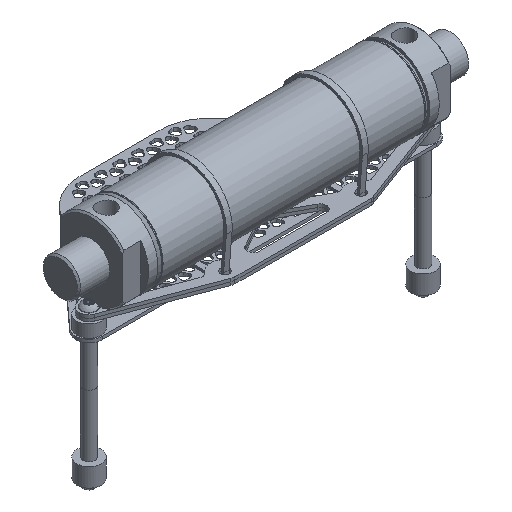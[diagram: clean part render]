
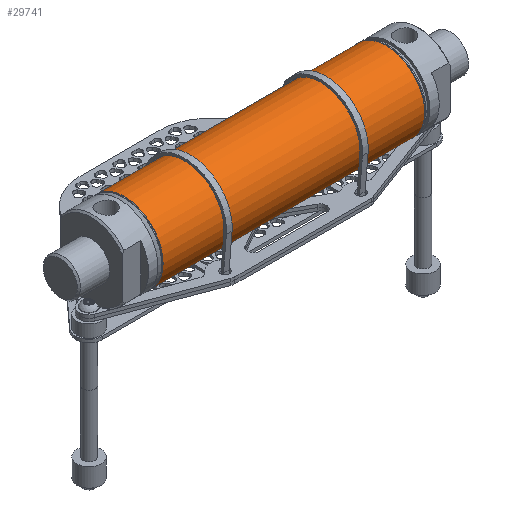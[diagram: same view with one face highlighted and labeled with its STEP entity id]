
A CAD part, isometric view. The second image highlights one B-rep face of the part: STEP entity #29741.
In plain terms, the highlighted cylindrical face has radius 19.875 mm (diameter 39.751 mm), a full revolution.
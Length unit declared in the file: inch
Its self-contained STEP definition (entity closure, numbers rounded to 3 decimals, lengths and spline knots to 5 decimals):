
#2209=CIRCLE('',#32644,0.7825);
#2216=CIRCLE('',#32654,0.7825);
#2217=CIRCLE('',#32655,0.7825);
#3026=CYLINDRICAL_SURFACE('',#32670,0.7825);
#4448=FACE_OUTER_BOUND('',#6356,.T.);
#6356=EDGE_LOOP('',(#27328,#27329,#27330,#27331,#27332));
#9019=LINE('',#63317,#11687);
#11687=VECTOR('',#40843,0.7825);
#14549=VERTEX_POINT('',#63218);
#14557=VERTEX_POINT('',#63275);
#14558=VERTEX_POINT('',#63277);
#18818=EDGE_CURVE('',#14549,#14549,#2209,.T.);
#18829=EDGE_CURVE('',#14557,#14558,#2216,.T.);
#18830=EDGE_CURVE('',#14558,#14557,#2217,.T.);
#18849=EDGE_CURVE('',#14549,#14558,#9019,.T.);
#27328=ORIENTED_EDGE('',*,*,#18818,.T.);
#27329=ORIENTED_EDGE('',*,*,#18849,.T.);
#27330=ORIENTED_EDGE('',*,*,#18829,.F.);
#27331=ORIENTED_EDGE('',*,*,#18830,.F.);
#27332=ORIENTED_EDGE('',*,*,#18849,.F.);
#29741=ADVANCED_FACE('',(#4448),#3026,.T.);
#32644=AXIS2_PLACEMENT_3D('',#63220,#40779,#40780);
#32654=AXIS2_PLACEMENT_3D('',#63278,#40801,#40802);
#32655=AXIS2_PLACEMENT_3D('',#63279,#40803,#40804);
#32670=AXIS2_PLACEMENT_3D('',#63316,#40841,#40842);
#40779=DIRECTION('center_axis',(0.,0.,1.));
#40780=DIRECTION('ref_axis',(1.,0.,0.));
#40801=DIRECTION('center_axis',(0.,0.,1.));
#40802=DIRECTION('ref_axis',(1.,0.,0.));
#40803=DIRECTION('center_axis',(0.,0.,1.));
#40804=DIRECTION('ref_axis',(1.,0.,0.));
#40841=DIRECTION('center_axis',(0.,0.,-1.));
#40842=DIRECTION('ref_axis',(-1.,0.,0.));
#40843=DIRECTION('',(0.,0.,1.));
#63218=CARTESIAN_POINT('',(0.7825,0.,-2.64375));
#63220=CARTESIAN_POINT('Origin',(0.,0.,-2.64375));
#63275=CARTESIAN_POINT('',(-0.7825,0.,2.64375));
#63277=CARTESIAN_POINT('',(0.7825,0.,2.64375));
#63278=CARTESIAN_POINT('Origin',(0.,0.,2.64375));
#63279=CARTESIAN_POINT('Origin',(0.,0.,2.64375));
#63316=CARTESIAN_POINT('Origin',(0.,0.,3.9375));
#63317=CARTESIAN_POINT('',(0.7825,0.,3.9375));
